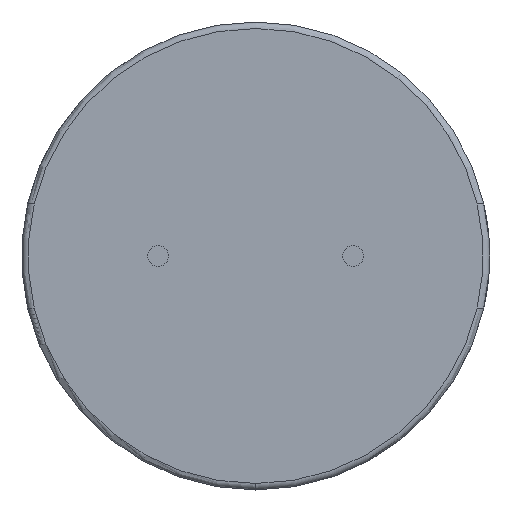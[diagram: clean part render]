
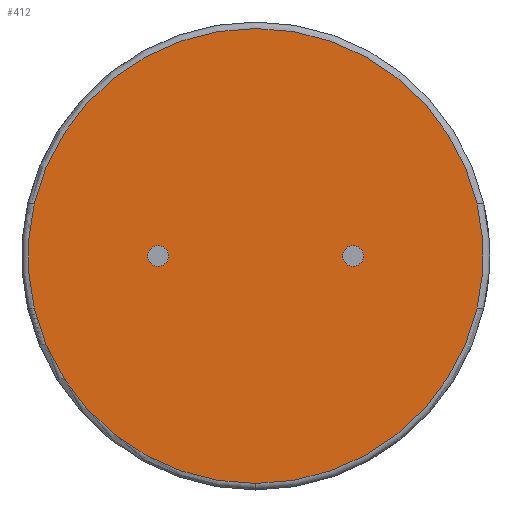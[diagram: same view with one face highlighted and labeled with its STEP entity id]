
A CAD part, front view. The second image highlights one B-rep face of the part: STEP entity #412.
In plain terms, the highlighted planar face has unit normal (0, -1, 0).
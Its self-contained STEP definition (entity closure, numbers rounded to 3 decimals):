
#56 = CIRCLE ( 'NONE', #640, 8.75 ) ;
#57 = CIRCLE ( 'NONE', #645, 0.4 ) ;
#61 = CIRCLE ( 'NONE', #774, 8.75 ) ;
#89 = CIRCLE ( 'NONE', #718, 0.4 ) ;
#97 = CIRCLE ( 'NONE', #721, 0.4 ) ;
#216 = ORIENTED_EDGE ( 'NONE', *, *, #3004, .T. ) ;
#217 = ORIENTED_EDGE ( 'NONE', *, *, #3009, .T. ) ;
#218 = ORIENTED_EDGE ( 'NONE', *, *, #3013, .T. ) ;
#219 = ORIENTED_EDGE ( 'NONE', *, *, #3025, .T. ) ;
#242 = VERTEX_POINT ( 'NONE', #2572 ) ;
#243 = VERTEX_POINT ( 'NONE', #354 ) ;
#249 = VERTEX_POINT ( 'NONE', #301 ) ;
#257 = VERTEX_POINT ( 'NONE', #2443 ) ;
#272 = VERTEX_POINT ( 'NONE', #2413 ) ;
#274 = VERTEX_POINT ( 'NONE', #2422 ) ;
#301 = CARTESIAN_POINT ( 'NONE',  ( 8.518, 0., -2. ) ) ;
#330 = VERTEX_POINT ( 'NONE', #2555 ) ;
#334 = VERTEX_POINT ( 'NONE', #2583 ) ;
#337 = VERTEX_POINT ( 'NONE', #2562 ) ;
#354 = CARTESIAN_POINT ( 'NONE',  ( -8.518, 0., 2. ) ) ;
#412 = ADVANCED_FACE ( 'NONE', ( #1840, #1849, #1851 ), #2529, .T. ) ;
#640 = AXIS2_PLACEMENT_3D ( 'NONE', #1589, #1581, #1580 ) ;
#645 = AXIS2_PLACEMENT_3D ( 'NONE', #1574, #1572, #1571 ) ;
#662 = AXIS2_PLACEMENT_3D ( 'NONE', #1697, #1588, #1587 ) ;
#666 = AXIS2_PLACEMENT_3D ( 'NONE', #1357, #1598, #1596 ) ;
#688 = AXIS2_PLACEMENT_3D ( 'NONE', #1354, #1625, #1356 ) ;
#718 = AXIS2_PLACEMENT_3D ( 'NONE', #1771, #1509, #1769 ) ;
#721 = AXIS2_PLACEMENT_3D ( 'NONE', #1492, #1491, #1733 ) ;
#729 = AXIS2_PLACEMENT_3D ( 'NONE', #1364, #1414, #1630 ) ;
#773 = AXIS2_PLACEMENT_3D ( 'NONE', #2520, #2407, #2403 ) ;
#774 = AXIS2_PLACEMENT_3D ( 'NONE', #1551, #1550, #1549 ) ;
#1269 = EDGE_LOOP ( 'NONE', ( #1325, #1323 ) ) ;
#1271 = EDGE_LOOP ( 'NONE', ( #1329, #1327 ) ) ;
#1274 = EDGE_LOOP ( 'NONE', ( #216, #217, #218, #1324, #219 ) ) ;
#1323 = ORIENTED_EDGE ( 'NONE', *, *, #3054, .F. ) ;
#1324 = ORIENTED_EDGE ( 'NONE', *, *, #3016, .T. ) ;
#1325 = ORIENTED_EDGE ( 'NONE', *, *, #3019, .F. ) ;
#1327 = ORIENTED_EDGE ( 'NONE', *, *, #3066, .F. ) ;
#1329 = ORIENTED_EDGE ( 'NONE', *, *, #3008, .F. ) ;
#1354 = CARTESIAN_POINT ( 'NONE',  ( 3.75, 0., 0. ) ) ;
#1356 = DIRECTION ( 'NONE',  ( 0., 0., -1. ) ) ;
#1357 = CARTESIAN_POINT ( 'NONE',  ( 0., 0., 0. ) ) ;
#1364 = CARTESIAN_POINT ( 'NONE',  ( 0., 0., 0. ) ) ;
#1414 = DIRECTION ( 'NONE',  ( 0., -1., 0. ) ) ;
#1491 = DIRECTION ( 'NONE',  ( 0., -1., 0. ) ) ;
#1492 = CARTESIAN_POINT ( 'NONE',  ( 3.75, 0., 0. ) ) ;
#1509 = DIRECTION ( 'NONE',  ( 0., -1., 0. ) ) ;
#1549 = DIRECTION ( 'NONE',  ( 0., 0., -1. ) ) ;
#1550 = DIRECTION ( 'NONE',  ( 0., -1., 0. ) ) ;
#1551 = CARTESIAN_POINT ( 'NONE',  ( 0., 0., 0. ) ) ;
#1571 = DIRECTION ( 'NONE',  ( 0., 0., -1. ) ) ;
#1572 = DIRECTION ( 'NONE',  ( 0., -1., 0. ) ) ;
#1574 = CARTESIAN_POINT ( 'NONE',  ( -3.75, 0., 0. ) ) ;
#1580 = DIRECTION ( 'NONE',  ( 0., 0., -1. ) ) ;
#1581 = DIRECTION ( 'NONE',  ( 0., -1., 0. ) ) ;
#1587 = DIRECTION ( 'NONE',  ( 0., 0., -1. ) ) ;
#1588 = DIRECTION ( 'NONE',  ( 0., -1., 0. ) ) ;
#1589 = CARTESIAN_POINT ( 'NONE',  ( 0., 0., 0. ) ) ;
#1596 = DIRECTION ( 'NONE',  ( 0., 0., -1. ) ) ;
#1598 = DIRECTION ( 'NONE',  ( 0., -1., 0. ) ) ;
#1625 = DIRECTION ( 'NONE',  ( 0., -1., 0. ) ) ;
#1630 = DIRECTION ( 'NONE',  ( 0., 0., -1. ) ) ;
#1697 = CARTESIAN_POINT ( 'NONE',  ( 0., 0., 0. ) ) ;
#1733 = DIRECTION ( 'NONE',  ( 0., 0., -1. ) ) ;
#1769 = DIRECTION ( 'NONE',  ( 0., 0., -1. ) ) ;
#1771 = CARTESIAN_POINT ( 'NONE',  ( -3.75, 0., 0. ) ) ;
#1840 = FACE_BOUND ( 'NONE', #1271, .T. ) ;
#1849 = FACE_OUTER_BOUND ( 'NONE', #1274, .T. ) ;
#1851 = FACE_BOUND ( 'NONE', #1269, .T. ) ;
#2403 = DIRECTION ( 'NONE',  ( 0., 0., -1. ) ) ;
#2407 = DIRECTION ( 'NONE',  ( 0., -1., 0. ) ) ;
#2413 = CARTESIAN_POINT ( 'NONE',  ( -8.518, 0., -2. ) ) ;
#2422 = CARTESIAN_POINT ( 'NONE',  ( -3.75, 0., -0.4 ) ) ;
#2443 = CARTESIAN_POINT ( 'NONE',  ( 0., 0., -8.75 ) ) ;
#2520 = CARTESIAN_POINT ( 'NONE',  ( 0., 0., 0. ) ) ;
#2529 = PLANE ( 'NONE',  #773 ) ;
#2555 = CARTESIAN_POINT ( 'NONE',  ( -3.75, 0., 0.4 ) ) ;
#2562 = CARTESIAN_POINT ( 'NONE',  ( 3.75, 0., 0.4 ) ) ;
#2572 = CARTESIAN_POINT ( 'NONE',  ( 8.518, 0., 2. ) ) ;
#2583 = CARTESIAN_POINT ( 'NONE',  ( 3.75, 0., -0.4 ) ) ;
#3004 = EDGE_CURVE ( 'NONE', #249, #242, #3355, .T. ) ;
#3008 = EDGE_CURVE ( 'NONE', #337, #334, #3359, .T. ) ;
#3009 = EDGE_CURVE ( 'NONE', #242, #243, #3360, .T. ) ;
#3013 = EDGE_CURVE ( 'NONE', #243, #272, #3366, .T. ) ;
#3016 = EDGE_CURVE ( 'NONE', #272, #257, #56, .T. ) ;
#3019 = EDGE_CURVE ( 'NONE', #330, #274, #57, .T. ) ;
#3025 = EDGE_CURVE ( 'NONE', #257, #249, #61, .T. ) ;
#3054 = EDGE_CURVE ( 'NONE', #274, #330, #89, .T. ) ;
#3066 = EDGE_CURVE ( 'NONE', #334, #337, #97, .T. ) ;
#3355 = CIRCLE ( 'NONE', #729, 8.75 ) ;
#3359 = CIRCLE ( 'NONE', #688, 0.4 ) ;
#3360 = CIRCLE ( 'NONE', #666, 8.75 ) ;
#3366 = CIRCLE ( 'NONE', #662, 8.75 ) ;
